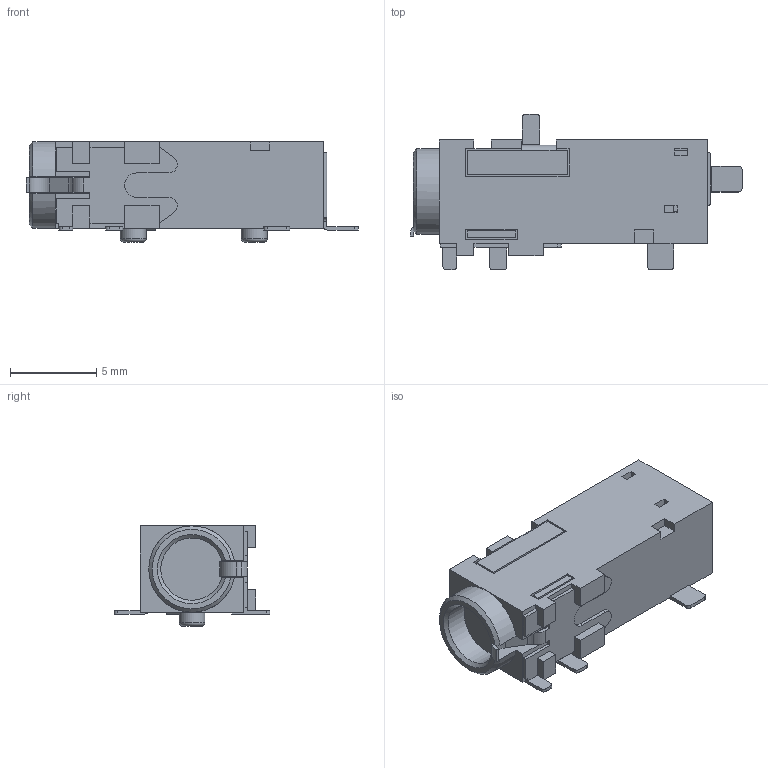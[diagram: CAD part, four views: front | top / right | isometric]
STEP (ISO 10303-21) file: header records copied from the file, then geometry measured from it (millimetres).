
FILE_DESCRIPTION( ( '' ), ' ' );
FILE_NAME( '5a920657bb05be0ef1d27a51.step', '2018-02-25T00:41:59', ( '' ), ( '' ), ' ', ' ', ' ' );
FILE_SCHEMA( ( 'AUTOMOTIVE_DESIGN { 1 0 10303 214 1 1 1 1 }' ) );
Length unit declared in the file: metre
Products named in the file (1): Open CASCADE STEP translator 6.8 1
Bounding box: 19.2 x 9 x 5.8 mm (x, y, z)
Volume: 451 mm3; surface area: 621.5 mm2
Topology: 1 solids, 1 shells, 198 faces, 559 edges, 366 vertices
Faces by surface type: plane 161, cylinder 33, cone 2, torus 2
Full cylindrical faces by diameter (mm): 1.5 x2
Entity records: 10686 total; most frequent: CARTESIAN_POINT 1120, ORIENTED_EDGE 1110, DIRECTION 1033, STYLED_ITEM 753, PRESENTATION_STYLE_ASSIGNMENT 753, COLOUR_RGB 753, EDGE_CURVE 555, CURVE_STYLE 555
